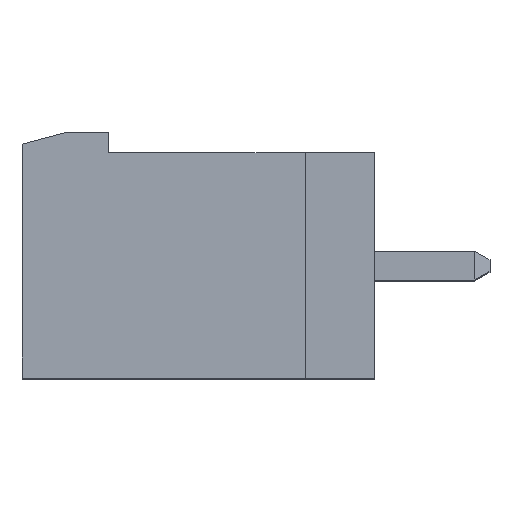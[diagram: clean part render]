
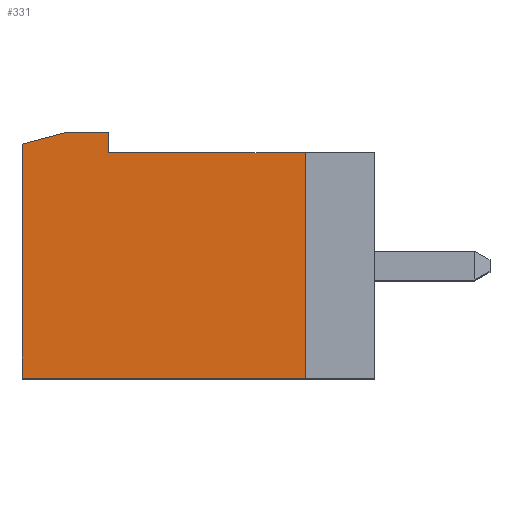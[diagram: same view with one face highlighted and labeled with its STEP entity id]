
A CAD part, top view. The second image highlights one B-rep face of the part: STEP entity #331.
In plain terms, the highlighted planar face has unit normal (0, 0, 1).
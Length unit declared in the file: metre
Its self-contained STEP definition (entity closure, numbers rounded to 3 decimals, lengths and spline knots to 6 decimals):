
#331=ADVANCED_FACE('',(#816),#817,.F.);
#816=FACE_OUTER_BOUND('',#1458,.T.);
#817=PLANE('',#1459);
#1458=EDGE_LOOP('',(#2401,#2402,#2403,#2404,#2405,#2406,#2407));
#1459=AXIS2_PLACEMENT_3D('',#2408,#2409,#2410);
#2401=ORIENTED_EDGE('',*,*,#4052,.F.);
#2402=ORIENTED_EDGE('',*,*,#4053,.F.);
#2403=ORIENTED_EDGE('',*,*,#4054,.F.);
#2404=ORIENTED_EDGE('',*,*,#4055,.F.);
#2405=ORIENTED_EDGE('',*,*,#3869,.F.);
#2406=ORIENTED_EDGE('',*,*,#4056,.F.);
#2407=ORIENTED_EDGE('',*,*,#4057,.F.);
#2408=CARTESIAN_POINT('',(0.197225,0.14481,0.04672));
#2409=DIRECTION('',(0.0,0.0,-1.0));
#2410=DIRECTION('',(0.0,-1.0,0.0));
#3869=EDGE_CURVE('',#4667,#4585,#4669,.T.);
#4052=EDGE_CURVE('',#4964,#4965,#4966,.T.);
#4053=EDGE_CURVE('',#4967,#4964,#4968,.T.);
#4054=EDGE_CURVE('',#4969,#4967,#4970,.T.);
#4055=EDGE_CURVE('',#4585,#4969,#4971,.T.);
#4056=EDGE_CURVE('',#4972,#4667,#4973,.T.);
#4057=EDGE_CURVE('',#4965,#4972,#4974,.T.);
#4585=VERTEX_POINT('',#5672);
#4667=VERTEX_POINT('',#5795);
#4669=LINE('',#5798,#5799);
#4964=VERTEX_POINT('',#6233);
#4965=VERTEX_POINT('',#6234);
#4966=LINE('',#6235,#6236);
#4967=VERTEX_POINT('',#6237);
#4968=LINE('',#6238,#6239);
#4969=VERTEX_POINT('',#6240);
#4970=LINE('',#6241,#6242);
#4971=LINE('',#6243,#6244);
#4972=VERTEX_POINT('',#6245);
#4973=LINE('',#6246,#6247);
#4974=LINE('',#6248,#6249);
#5672=CARTESIAN_POINT('',(0.194425,0.13621,0.04672));
#5795=CARTESIAN_POINT('',(0.204225,0.13621,0.04672));
#5798=CARTESIAN_POINT('',(0.194225,0.13621,0.04672));
#5799=VECTOR('',#7158,1.0);
#6233=CARTESIAN_POINT('',(0.197425,0.14471,0.04672));
#6234=CARTESIAN_POINT('',(0.197425,0.14401,0.04672));
#6235=CARTESIAN_POINT('',(0.197425,0.14431,0.04672));
#6236=VECTOR('',#7310,1.0);
#6237=CARTESIAN_POINT('',(0.195918,0.14471,0.04672));
#6238=CARTESIAN_POINT('',(0.197425,0.14471,0.04672));
#6239=VECTOR('',#7311,1.0);
#6240=CARTESIAN_POINT('',(0.194425,0.14431,0.04672));
#6241=CARTESIAN_POINT('',(0.195918,0.14471,0.04672));
#6242=VECTOR('',#7312,1.0);
#6243=CARTESIAN_POINT('',(0.194425,0.14441,0.04672));
#6244=VECTOR('',#7313,1.0);
#6245=CARTESIAN_POINT('',(0.204225,0.14401,0.04672));
#6246=CARTESIAN_POINT('',(0.204225,0.13621,0.04672));
#6247=VECTOR('',#7314,1.0);
#6248=CARTESIAN_POINT('',(0.204025,0.14401,0.04672));
#6249=VECTOR('',#7315,1.0);
#7158=DIRECTION('',(-1.0,0.0,0.0));
#7310=DIRECTION('',(0.,-1.0,0.0));
#7311=DIRECTION('',(1.0,0.0,0.0));
#7312=DIRECTION('',(0.966,0.259,0.0));
#7313=DIRECTION('',(0.0,1.0,0.0));
#7314=DIRECTION('',(0.0,-1.0,0.0));
#7315=DIRECTION('',(1.0,0.0,0.0));
